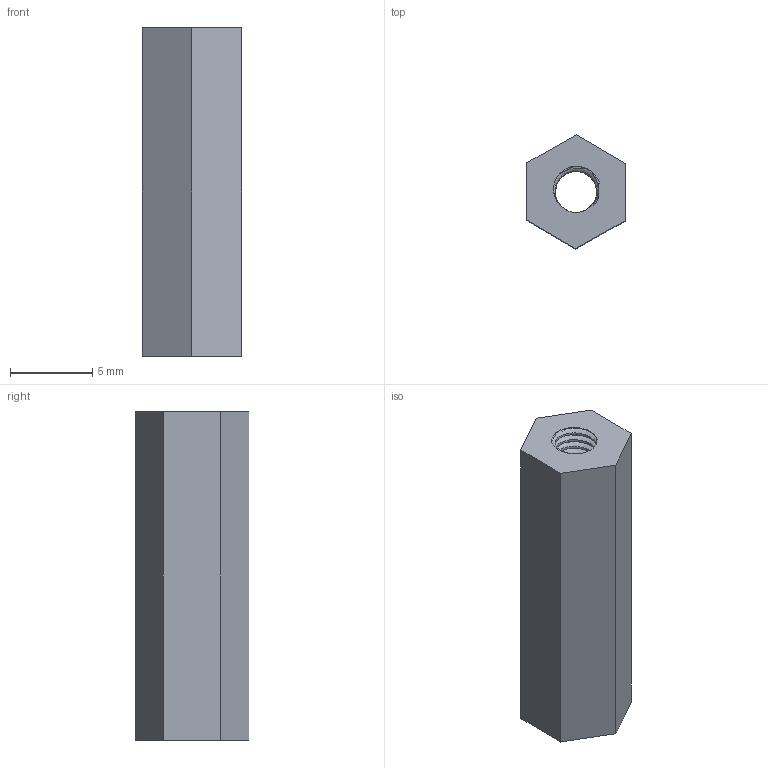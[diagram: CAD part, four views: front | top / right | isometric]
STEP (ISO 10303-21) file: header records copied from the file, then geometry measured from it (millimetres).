
FILE_DESCRIPTION(/* description */ (''),/* implementation_level */ '2;1');
FILE_NAME(/* name */ 'Plastic Standoff Spacer.step',/* time_stamp */ '2025-07-10T10:05:36+05:30',/* author */ (''),/* organization */ (''),/* preprocessor_version */ 'ST-DEVELOPER v20.1',/* originating_system */ 'Autodesk Translation Framework v14.10.0.0',/* authorisation */ '');
FILE_SCHEMA (('AUTOMOTIVE_DESIGN { 1 0 10303 214 3 1 1 }'));
Length unit declared in the file: millimetre
Products named in the file (1): Plastic Standoff Spacer
Bounding box: 6.03 x 6.93 x 20 mm (x, y, z)
Volume: 503.7 mm3; surface area: 752.8 mm2
Topology: 1 solids, 1 shells, 92 faces, 270 edges, 180 vertices
Faces by surface type: cylinder 82, plane 8, bspline 2
Full cylindrical faces by diameter (mm): 2.529 x20, 3.086 x11
Entity records: 7563 total; most frequent: CARTESIAN_POINT 5406, ORIENTED_EDGE 540, DIRECTION 288, EDGE_CURVE 270, VERTEX_POINT 180, B_SPLINE_CURVE_WITH_KNOTS 168, LINE 98, VECTOR 98
